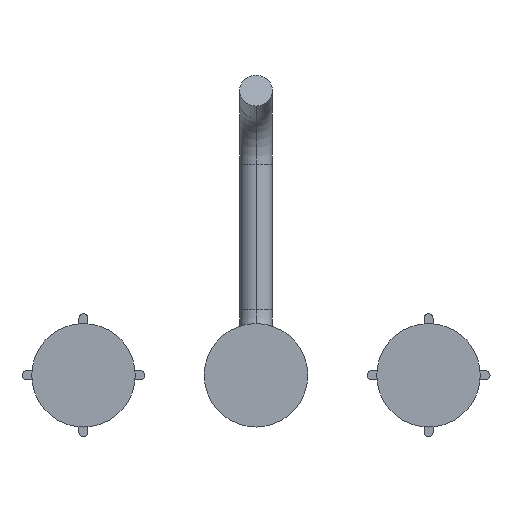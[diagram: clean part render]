
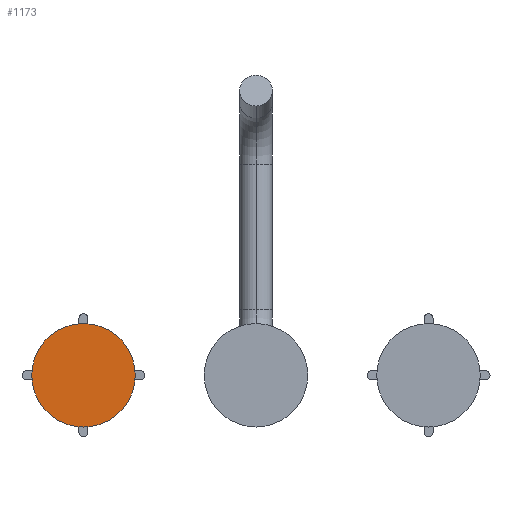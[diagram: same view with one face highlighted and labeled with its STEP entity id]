
A CAD part, front view. The second image highlights one B-rep face of the part: STEP entity #1173.
In plain terms, the highlighted planar face has unit normal (0, -1, 0).
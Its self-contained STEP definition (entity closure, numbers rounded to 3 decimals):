
#98 = CARTESIAN_POINT ( 'NONE',  ( 0., -37., 0. ) ) ;
#145 = ORIENTED_EDGE ( 'NONE', *, *, #146, .F. ) ;
#146 = EDGE_CURVE ( 'NONE', #1450, #1192, #1801, .T. ) ;
#149 = CARTESIAN_POINT ( 'NONE',  ( -30., -37., 0. ) ) ;
#245 = DIRECTION ( 'NONE',  ( -1., 0., 0. ) ) ;
#255 = CARTESIAN_POINT ( 'NONE',  ( 0., -37., 0. ) ) ;
#303 = FACE_OUTER_BOUND ( 'NONE', #1484, .T. ) ;
#358 = AXIS2_PLACEMENT_3D ( 'NONE', #914, #631, #1570 ) ;
#631 = DIRECTION ( 'NONE',  ( 0., 1., 0. ) ) ;
#747 = DIRECTION ( 'NONE',  ( 0., 1., 0. ) ) ;
#863 = ORIENTED_EDGE ( 'NONE', *, *, #1800, .F. ) ;
#908 = AXIS2_PLACEMENT_3D ( 'NONE', #255, #747, #245 ) ;
#914 = CARTESIAN_POINT ( 'NONE',  ( 30., -37., 0. ) ) ;
#989 = AXIS2_PLACEMENT_3D ( 'NONE', #98, #1872, #1410 ) ;
#1060 = PLANE ( 'NONE',  #358 ) ;
#1173 = ADVANCED_FACE ( 'NONE', ( #303 ), #1060, .F. ) ;
#1192 = VERTEX_POINT ( 'NONE', #149 ) ;
#1410 = DIRECTION ( 'NONE',  ( -1., 0., 0. ) ) ;
#1450 = VERTEX_POINT ( 'NONE', #1852 ) ;
#1484 = EDGE_LOOP ( 'NONE', ( #863, #145 ) ) ;
#1570 = DIRECTION ( 'NONE',  ( -1., 0., 0. ) ) ;
#1800 = EDGE_CURVE ( 'NONE', #1192, #1450, #1814, .T. ) ;
#1801 = CIRCLE ( 'NONE', #989, 30. ) ;
#1814 = CIRCLE ( 'NONE', #908, 30. ) ;
#1852 = CARTESIAN_POINT ( 'NONE',  ( 30., -37., 0. ) ) ;
#1872 = DIRECTION ( 'NONE',  ( 0., 1., 0. ) ) ;
